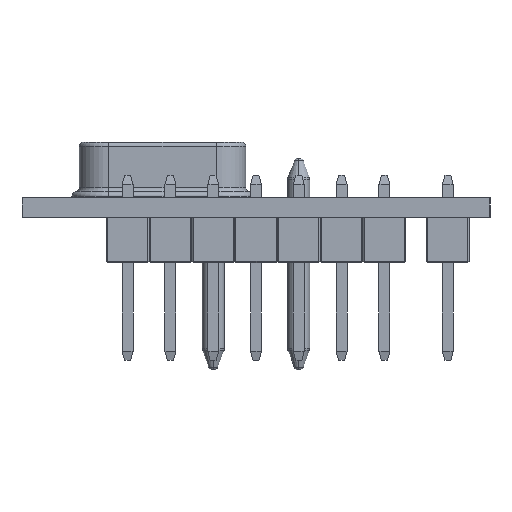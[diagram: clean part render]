
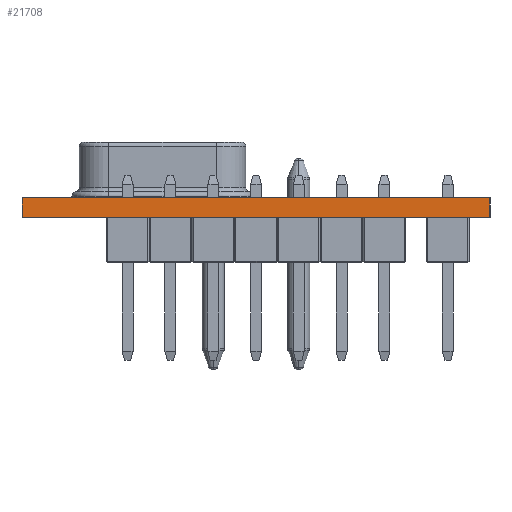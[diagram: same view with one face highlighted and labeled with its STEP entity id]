
A CAD part, left-side view. The second image highlights one B-rep face of the part: STEP entity #21708.
In plain terms, the highlighted planar face has unit normal (-1, 0, 0).
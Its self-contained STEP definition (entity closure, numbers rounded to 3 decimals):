
#87 = EDGE_CURVE ( 'NONE', #22689, #1479, #24703, .T. ) ;
#378 = DIRECTION ( 'NONE',  ( 1., 0., 0. ) ) ;
#669 = CARTESIAN_POINT ( 'NONE',  ( -1.27, -6.27, 3.85 ) ) ;
#701 = VECTOR ( 'NONE', #15753, 1000. ) ;
#931 = EDGE_LOOP ( 'NONE', ( #15384, #13795, #8433, #6793 ) ) ;
#1372 = CARTESIAN_POINT ( 'NONE',  ( -1.27, 21.51, 3.85 ) ) ;
#1479 = VERTEX_POINT ( 'NONE', #15356 ) ;
#2396 = FACE_OUTER_BOUND ( 'NONE', #931, .T. ) ;
#2536 = PLANE ( 'NONE',  #12864 ) ;
#4026 = VECTOR ( 'NONE', #18646, 1000. ) ;
#4937 = LINE ( 'NONE', #7087, #22422 ) ;
#6734 = CARTESIAN_POINT ( 'NONE',  ( -1.27, 21.51, 3.85 ) ) ;
#6793 = ORIENTED_EDGE ( 'NONE', *, *, #87, .T. ) ;
#6822 = DIRECTION ( 'NONE',  ( 0., -1., 0. ) ) ;
#6892 = EDGE_CURVE ( 'NONE', #22689, #7286, #16591, .T. ) ;
#7087 = CARTESIAN_POINT ( 'NONE',  ( -1.27, 21.51, 2.7 ) ) ;
#7286 = VERTEX_POINT ( 'NONE', #669 ) ;
#8433 = ORIENTED_EDGE ( 'NONE', *, *, #6892, .F. ) ;
#8754 = EDGE_CURVE ( 'NONE', #1479, #11431, #4937, .T. ) ;
#10304 = DIRECTION ( 'NONE',  ( 0., 1., 0. ) ) ;
#10716 = CARTESIAN_POINT ( 'NONE',  ( -1.27, 21.51, 3.85 ) ) ;
#11431 = VERTEX_POINT ( 'NONE', #22898 ) ;
#12264 = VECTOR ( 'NONE', #24576, 1000. ) ;
#12864 = AXIS2_PLACEMENT_3D ( 'NONE', #6734, #378, #10304 ) ;
#13795 = ORIENTED_EDGE ( 'NONE', *, *, #16031, .F. ) ;
#15356 = CARTESIAN_POINT ( 'NONE',  ( -1.27, 21.51, 2.7 ) ) ;
#15384 = ORIENTED_EDGE ( 'NONE', *, *, #8754, .T. ) ;
#15753 = DIRECTION ( 'NONE',  ( 0., 0., -1. ) ) ;
#16031 = EDGE_CURVE ( 'NONE', #7286, #11431, #18046, .T. ) ;
#16591 = LINE ( 'NONE', #10716, #4026 ) ;
#18046 = LINE ( 'NONE', #19709, #701 ) ;
#18646 = DIRECTION ( 'NONE',  ( 0., -1., 0. ) ) ;
#19709 = CARTESIAN_POINT ( 'NONE',  ( -1.27, -6.27, 3.85 ) ) ;
#20249 = CARTESIAN_POINT ( 'NONE',  ( -1.27, 21.51, 3.85 ) ) ;
#21708 = ADVANCED_FACE ( 'NONE', ( #2396 ), #2536, .F. ) ;
#22422 = VECTOR ( 'NONE', #6822, 1000. ) ;
#22689 = VERTEX_POINT ( 'NONE', #20249 ) ;
#22898 = CARTESIAN_POINT ( 'NONE',  ( -1.27, -6.27, 2.7 ) ) ;
#24576 = DIRECTION ( 'NONE',  ( 0., 0., -1. ) ) ;
#24703 = LINE ( 'NONE', #1372, #12264 ) ;
